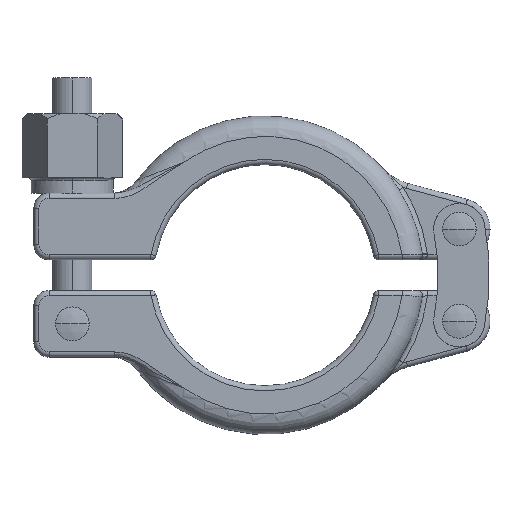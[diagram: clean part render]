
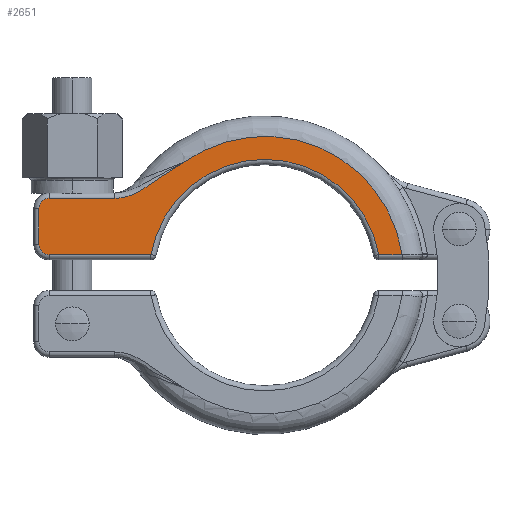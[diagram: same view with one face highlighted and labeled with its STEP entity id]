
A CAD part, top view. The second image highlights one B-rep face of the part: STEP entity #2651.
In plain terms, the highlighted planar face has unit normal (0, 0, 1).
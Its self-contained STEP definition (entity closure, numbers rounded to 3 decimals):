
#37 = CARTESIAN_POINT ( 'NONE',  ( 0., 0., 8.5 ) ) ;
#177 = AXIS2_PLACEMENT_3D ( 'NONE', #12843, #794, #1864 ) ;
#203 = AXIS2_PLACEMENT_3D ( 'NONE', #37, #12294, #7166 ) ;
#523 = EDGE_CURVE ( 'NONE', #6644, #12191, #6824, .T. ) ;
#546 = CARTESIAN_POINT ( 'NONE',  ( -16.945, 21.372, 8.5 ) ) ;
#607 = CARTESIAN_POINT ( 'NONE',  ( -25.863, 15.698, 8.5 ) ) ;
#611 = CARTESIAN_POINT ( 'NONE',  ( -42.1, 15., 8.5 ) ) ;
#650 = EDGE_CURVE ( 'NONE', #9011, #9322, #4677, .T. ) ;
#655 = CARTESIAN_POINT ( 'NONE',  ( -44.1, 6., 8.5 ) ) ;
#683 = ORIENTED_EDGE ( 'NONE', *, *, #4928, .T. ) ;
#771 = CARTESIAN_POINT ( 'NONE',  ( 0., 0., 8.5 ) ) ;
#794 = DIRECTION ( 'NONE',  ( 0., 0., -1. ) ) ;
#808 = CARTESIAN_POINT ( 'NONE',  ( -15.824, 22., 8.5 ) ) ;
#1606 = CARTESIAN_POINT ( 'NONE',  ( -21.201, 18.494, 8.5 ) ) ;
#1646 = ORIENTED_EDGE ( 'NONE', *, *, #9008, .T. ) ;
#1670 = CARTESIAN_POINT ( 'NONE',  ( -29.299, 15., 8.5 ) ) ;
#1680 = EDGE_CURVE ( 'NONE', #5621, #6644, #7281, .T. ) ;
#1724 = EDGE_CURVE ( 'NONE', #12191, #5976, #3034, .T. ) ;
#1860 = CARTESIAN_POINT ( 'NONE',  ( -42.1, 6., 8.5 ) ) ;
#1864 = DIRECTION ( 'NONE',  ( 1., 0., 0. ) ) ;
#2428 = VECTOR ( 'NONE', #12057, 1000. ) ;
#2651 = ADVANCED_FACE ( 'NONE', ( #10115 ), #8329, .T. ) ;
#3034 = LINE ( 'NONE', #6332, #10112 ) ;
#3237 = DIRECTION ( 'NONE',  ( -1., 0., 0. ) ) ;
#3460 = EDGE_CURVE ( 'NONE', #4192, #5621, #8953, .T. ) ;
#3636 = AXIS2_PLACEMENT_3D ( 'NONE', #1860, #9160, #9926 ) ;
#3674 = CARTESIAN_POINT ( 'NONE',  ( -42.1, 13., 8.5 ) ) ;
#3691 = CARTESIAN_POINT ( 'NONE',  ( -24.388, 16.338, 8.5 ) ) ;
#3822 = VECTOR ( 'NONE', #3237, 1000. ) ;
#3824 = CARTESIAN_POINT ( 'NONE',  ( -21.724, 18.121, 8.5 ) ) ;
#4028 = ORIENTED_EDGE ( 'NONE', *, *, #10663, .T. ) ;
#4192 = VERTEX_POINT ( 'NONE', #12030 ) ;
#4294 = VERTEX_POINT ( 'NONE', #5149 ) ;
#4677 = CIRCLE ( 'NONE', #177, 22.6 ) ;
#4704 = CARTESIAN_POINT ( 'NONE',  ( -27.083, 15.29, 8.5 ) ) ;
#4784 = EDGE_CURVE ( 'NONE', #4294, #9011, #8719, .T. ) ;
#4900 = CARTESIAN_POINT ( 'NONE',  ( -28.016, 15.077, 8.5 ) ) ;
#4910 = CARTESIAN_POINT ( 'NONE',  ( 26.803, 4., 8.5 ) ) ;
#4928 = EDGE_CURVE ( 'NONE', #9322, #9330, #11111, .T. ) ;
#4979 = ORIENTED_EDGE ( 'NONE', *, *, #1724, .T. ) ;
#5055 = DIRECTION ( 'NONE',  ( 0., -1., 0. ) ) ;
#5149 = CARTESIAN_POINT ( 'NONE',  ( -42.1, 4., 8.5 ) ) ;
#5523 = AXIS2_PLACEMENT_3D ( 'NONE', #771, #5937, #9139 ) ;
#5621 = VERTEX_POINT ( 'NONE', #12089 ) ;
#5937 = DIRECTION ( 'NONE',  ( 0., 0., 1. ) ) ;
#5969 = CARTESIAN_POINT ( 'NONE',  ( -44.1, 13., 8.5 ) ) ;
#5976 = VERTEX_POINT ( 'NONE', #655 ) ;
#6081 = ORIENTED_EDGE ( 'NONE', *, *, #650, .T. ) ;
#6332 = CARTESIAN_POINT ( 'NONE',  ( -44.1, 6., 8.5 ) ) ;
#6644 = VERTEX_POINT ( 'NONE', #611 ) ;
#6668 = DIRECTION ( 'NONE',  ( 1., 0., 0. ) ) ;
#6730 = CARTESIAN_POINT ( 'NONE',  ( 26.933, 4., 8.5 ) ) ;
#6824 = CIRCLE ( 'NONE', #8145, 2. ) ;
#6851 = CARTESIAN_POINT ( 'NONE',  ( -19.627, 19.604, 8.5 ) ) ;
#7166 = DIRECTION ( 'NONE',  ( 1., 0., 0. ) ) ;
#7178 = CARTESIAN_POINT ( 'NONE',  ( -28.65, 15., 8.5 ) ) ;
#7266 = CIRCLE ( 'NONE', #5523, 27.1 ) ;
#7281 = LINE ( 'NONE', #11316, #3822 ) ;
#7585 = VECTOR ( 'NONE', #6668, 1000. ) ;
#7624 = CARTESIAN_POINT ( 'NONE',  ( 22.243, 4., 8.5 ) ) ;
#7629 = CARTESIAN_POINT ( 'NONE',  ( -21.391, 4., 8.5 ) ) ;
#7804 = CARTESIAN_POINT ( 'NONE',  ( -23.31, 17.03, 8.5 ) ) ;
#8044 = CARTESIAN_POINT ( 'NONE',  ( -22.243, 4., 8.5 ) ) ;
#8145 = AXIS2_PLACEMENT_3D ( 'NONE', #3674, #9862, #8881 ) ;
#8329 = PLANE ( 'NONE',  #203 ) ;
#8719 = LINE ( 'NONE', #7629, #7585 ) ;
#8881 = DIRECTION ( 'NONE',  ( 1., 0., 0. ) ) ;
#8953 = B_SPLINE_CURVE_WITH_KNOTS ( 'NONE', 3,
 ( #808, #546, #13119, #6851, #9877, #1606, #3824, #7804, #3691, #607, #13056, #12045, #4704, #4900, #7178, #1670 ),
 .UNSPECIFIED., .F., .F.,
 ( 4, 2, 2, 2, 2, 2, 2, 4 ),
 ( 0., 0.004, 0.006, 0.008, 0.012, 0.012, 0.013, 0.015 ),
 .UNSPECIFIED. ) ;
#9008 = EDGE_CURVE ( 'NONE', #9330, #4192, #7266, .T. ) ;
#9011 = VERTEX_POINT ( 'NONE', #8044 ) ;
#9139 = DIRECTION ( 'NONE',  ( 1., 0., 0. ) ) ;
#9160 = DIRECTION ( 'NONE',  ( 0., 0., 1. ) ) ;
#9220 = EDGE_LOOP ( 'NONE', ( #1646, #10907, #12797, #10427, #4979, #4028, #13190, #6081, #683 ) ) ;
#9322 = VERTEX_POINT ( 'NONE', #7624 ) ;
#9330 = VERTEX_POINT ( 'NONE', #4910 ) ;
#9862 = DIRECTION ( 'NONE',  ( 0., 0., 1. ) ) ;
#9877 = CARTESIAN_POINT ( 'NONE',  ( -20.152, 19.235, 8.5 ) ) ;
#9926 = DIRECTION ( 'NONE',  ( 1., 0., 0. ) ) ;
#10112 = VECTOR ( 'NONE', #5055, 1000. ) ;
#10115 = FACE_OUTER_BOUND ( 'NONE', #9220, .T. ) ;
#10427 = ORIENTED_EDGE ( 'NONE', *, *, #523, .T. ) ;
#10663 = EDGE_CURVE ( 'NONE', #5976, #4294, #12540, .T. ) ;
#10907 = ORIENTED_EDGE ( 'NONE', *, *, #3460, .T. ) ;
#11111 = LINE ( 'NONE', #6730, #2428 ) ;
#11316 = CARTESIAN_POINT ( 'NONE',  ( -42.1, 15., 8.5 ) ) ;
#12030 = CARTESIAN_POINT ( 'NONE',  ( -15.824, 22., 8.5 ) ) ;
#12045 = CARTESIAN_POINT ( 'NONE',  ( -26.775, 15.377, 8.5 ) ) ;
#12057 = DIRECTION ( 'NONE',  ( 1., 0., 0. ) ) ;
#12089 = CARTESIAN_POINT ( 'NONE',  ( -29.299, 15., 8.5 ) ) ;
#12191 = VERTEX_POINT ( 'NONE', #5969 ) ;
#12294 = DIRECTION ( 'NONE',  ( 0., 0., 1. ) ) ;
#12540 = CIRCLE ( 'NONE', #3636, 2. ) ;
#12797 = ORIENTED_EDGE ( 'NONE', *, *, #1680, .T. ) ;
#12843 = CARTESIAN_POINT ( 'NONE',  ( 0., 0., 8.5 ) ) ;
#13056 = CARTESIAN_POINT ( 'NONE',  ( -26.165, 15.581, 8.5 ) ) ;
#13119 = CARTESIAN_POINT ( 'NONE',  ( -18.032, 20.685, 8.5 ) ) ;
#13190 = ORIENTED_EDGE ( 'NONE', *, *, #4784, .T. ) ;
